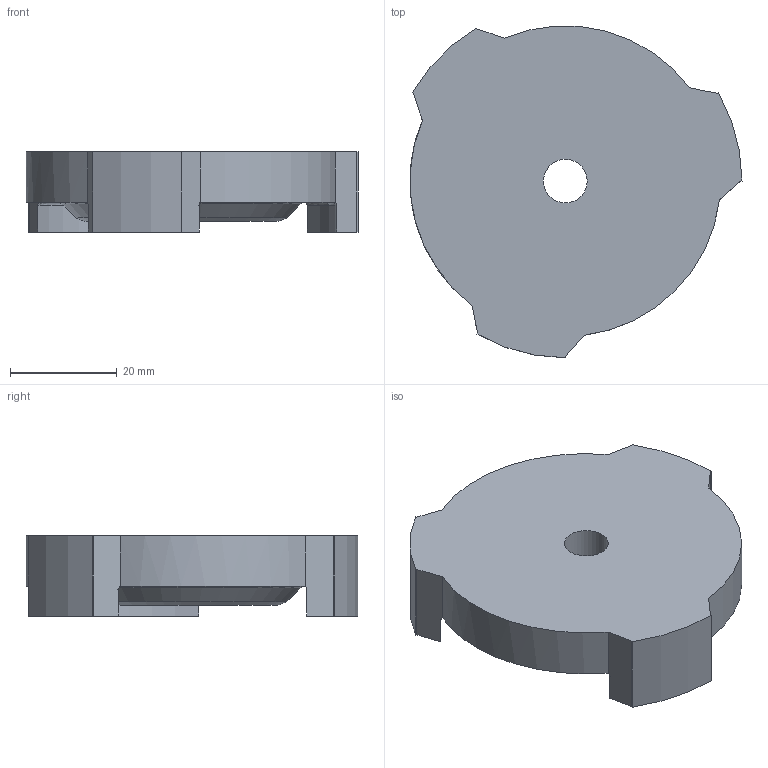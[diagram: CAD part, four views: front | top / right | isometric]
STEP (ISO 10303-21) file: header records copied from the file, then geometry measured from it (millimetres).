
FILE_DESCRIPTION( ( 'Unknown' ), '1' );
FILE_NAME( 'Pulley-mould-Z-male.stp', 'Unknown', ( 'Ed Sells' ), ( 'University of Bath' ), 'XStep 1.0', 'Solid Edge v19', ' ' );
FILE_SCHEMA( ( 'CONFIG_CONTROL_DESIGN' ) );
Length unit declared in the file: millimetre
Products named in the file (1): 1
Bounding box: 62.13 x 62.06 x 15 mm (x, y, z)
Volume: 32065.3 mm3; surface area: 8887.9 mm2
Topology: 1 solids, 1 shells, 34 faces, 92 edges, 61 vertices
Faces by surface type: plane 18, cylinder 10, cone 5, torus 1
Full cylindrical faces by diameter (mm): 8.2 x1
Entity records: 1070 total; most frequent: CARTESIAN_POINT 203, DIRECTION 172, ORIENTED_EDGE 162, EDGE_CURVE 81, AXIS2_PLACEMENT_3D 62, VERTEX_POINT 57, LINE 48, VECTOR 48
